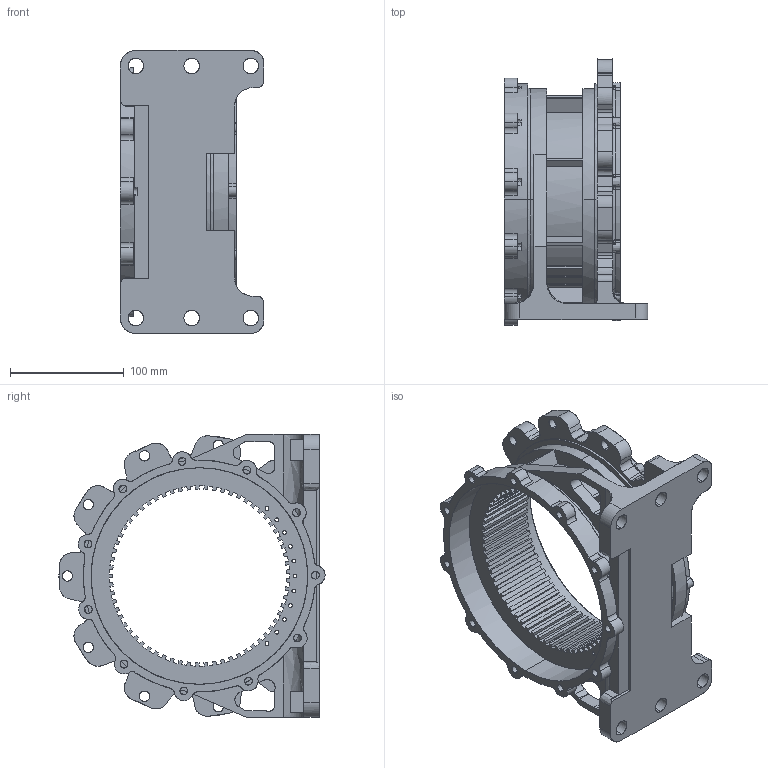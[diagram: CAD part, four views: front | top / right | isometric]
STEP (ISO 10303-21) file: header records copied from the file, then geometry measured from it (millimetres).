
FILE_DESCRIPTION(('FreeCAD Model'),'2;1');
FILE_NAME('Open CASCADE Shape Model','2025-04-17T13:11:30',('FreeCAD'),( 'FreeCAD'),'Open CASCADE STEP processor 7.6','FreeCAD','Unknown');
FILE_SCHEMA(('AUTOMOTIVE_DESIGN { 1 0 10303 214 1 1 1 1 }'));
Products named in the file (1): Open CASCADE STEP translator 7.6 1
Bounding box: 125.97 x 233.88 x 248.76 mm (x, y, z)
Surface area: 282206.1 mm2 (no closed solid volume)
Topology: 0 solids, 806 shells, 806 faces, 10667 edges, 10660 vertices
Faces by surface type: bspline 806
Entity records: 93276 total; most frequent: CARTESIAN_POINT 47691, ORIENTED_EDGE 10667, EDGE_CURVE 10667, VERTEX_POINT 10667, B_SPLINE_CURVE_WITH_KNOTS 9083, FACE_BOUND 888, EDGE_LOOP 888, SHELL_BASED_SURFACE_MODEL 806
